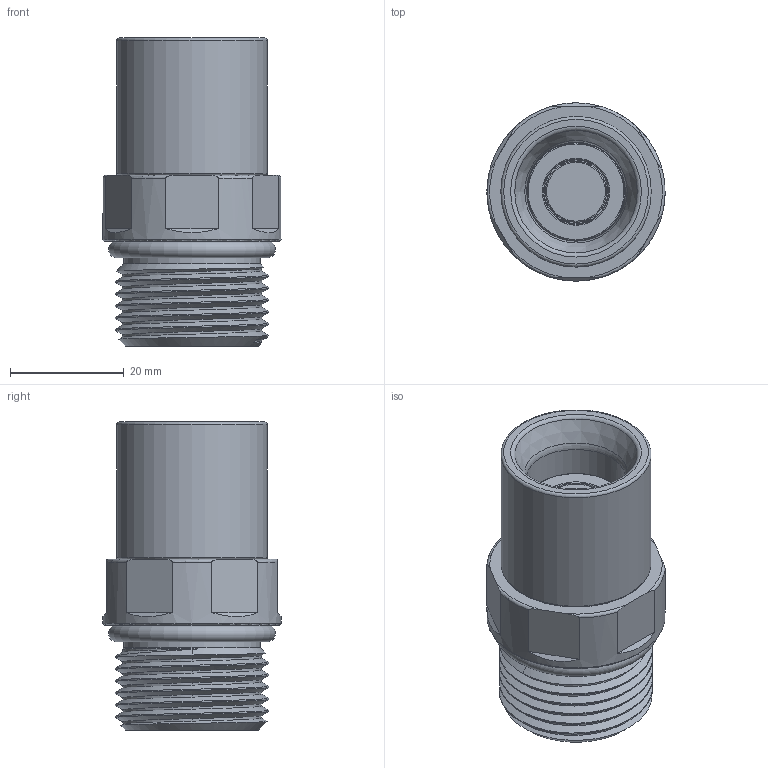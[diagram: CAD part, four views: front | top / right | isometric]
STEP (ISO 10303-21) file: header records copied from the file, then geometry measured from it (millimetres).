
FILE_DESCRIPTION( ('This file contains a STEP AP42 implementation' ,'as created by ZW3D STEP Interface translator.' ,'') ,'2;1' );
FILE_NAME( 'UQDB 08S.stp' ,'25 120. 84023', (''), ('ZWCAD Software Co.'), 'Version 1.0', 'ZW3D to STEP translator', '' );
FILE_SCHEMA(('AUTOMOTIVE_DESIGN { 1 0 10303 214 1 1 1 1 }'));
Length unit declared in the file: millimetre
Products named in the file (1): 0
Bounding box: 31.4 x 31.4 x 54.3 mm (x, y, z)
Volume: 28061.7 mm3; surface area: 7777.3 mm2
Topology: 1 solids, 1 shells, 125 faces, 326 edges, 209 vertices
Faces by surface type: cylinder 48, torus 32, plane 26, cone 14, bspline 3, sphere 2
Full cylindrical faces by diameter (mm): 10.75 x1, 17.56 x1, 22 x1, 24.1 x1, 24.5 x6, 26.5 x1, 27 x5, 31.4 x1
Entity records: 5505 total; most frequent: CARTESIAN_POINT 2308, ORIENTED_EDGE 648, DIRECTION 643, EDGE_CURVE 324, AXIS2_PLACEMENT_3D 277, VERTEX_POINT 209, CIRCLE 154, EDGE_LOOP 134
